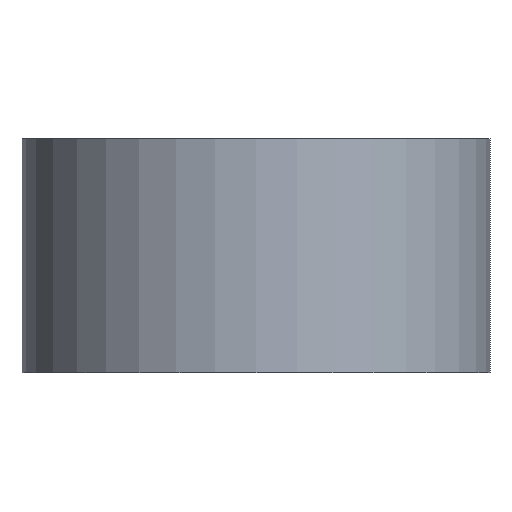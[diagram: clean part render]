
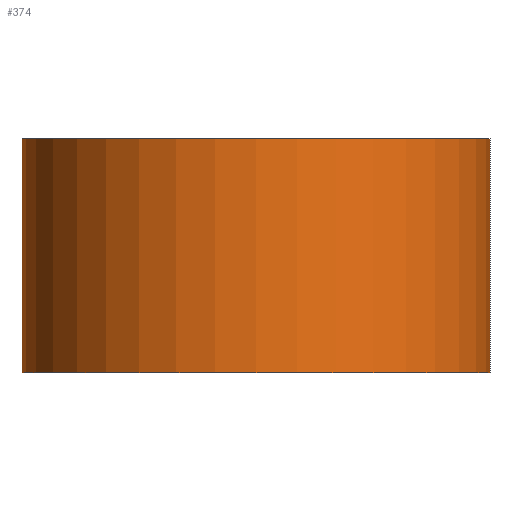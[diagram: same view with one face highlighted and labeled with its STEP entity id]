
A CAD part, left-side view. The second image highlights one B-rep face of the part: STEP entity #374.
In plain terms, the highlighted cylindrical face has radius 10 mm (diameter 20 mm), a partial arc.
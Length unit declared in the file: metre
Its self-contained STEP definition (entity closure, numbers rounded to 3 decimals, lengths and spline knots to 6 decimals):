
#12=CIRCLE('',#408,0.01);
#13=CIRCLE('',#409,0.01);
#18=CYLINDRICAL_SURFACE('',#407,0.01);
#29=ORIENTED_EDGE('',*,*,#136,.T.);
#30=ORIENTED_EDGE('',*,*,#137,.F.);
#31=ORIENTED_EDGE('',*,*,#138,.F.);
#32=ORIENTED_EDGE('',*,*,#134,.T.);
#134=EDGE_CURVE('',#188,#187,#224,.T.);
#136=EDGE_CURVE('',#187,#189,#12,.T.);
#137=EDGE_CURVE('',#190,#189,#226,.T.);
#138=EDGE_CURVE('',#188,#190,#13,.T.);
#187=VERTEX_POINT('',#545);
#188=VERTEX_POINT('',#547);
#189=VERTEX_POINT('',#551);
#190=VERTEX_POINT('',#553);
#224=LINE('',#546,#272);
#226=LINE('',#552,#274);
#272=VECTOR('',#442,1.);
#274=VECTOR('',#448,1.);
#317=EDGE_LOOP('',(#29,#30,#31,#32));
#337=FACE_BOUND('',#317,.T.);
#374=ADVANCED_FACE('',(#337),#18,.T.);
#407=AXIS2_PLACEMENT_3D('',#549,#444,#445);
#408=AXIS2_PLACEMENT_3D('',#550,#446,#447);
#409=AXIS2_PLACEMENT_3D('',#554,#449,#450);
#442=DIRECTION('',(0.,0.,-1.));
#444=DIRECTION('',(0.,0.,-1.));
#445=DIRECTION('',(-1.,0.,0.));
#446=DIRECTION('',(0.,0.,1.));
#447=DIRECTION('',(1.,0.,0.));
#448=DIRECTION('',(0.,0.,-1.));
#449=DIRECTION('',(0.,0.,1.));
#450=DIRECTION('',(1.,0.,0.));
#545=CARTESIAN_POINT('',(0.,0.01,0.005));
#546=CARTESIAN_POINT('',(0.,0.01,0.015));
#547=CARTESIAN_POINT('',(0.,0.01,0.015));
#549=CARTESIAN_POINT('',(0.,0.,0.015));
#550=CARTESIAN_POINT('',(0.,0.,0.005));
#551=CARTESIAN_POINT('',(0.,-0.01,0.005));
#552=CARTESIAN_POINT('',(0.,-0.01,0.015));
#553=CARTESIAN_POINT('',(0.,-0.01,0.015));
#554=CARTESIAN_POINT('',(0.,0.,0.015));
